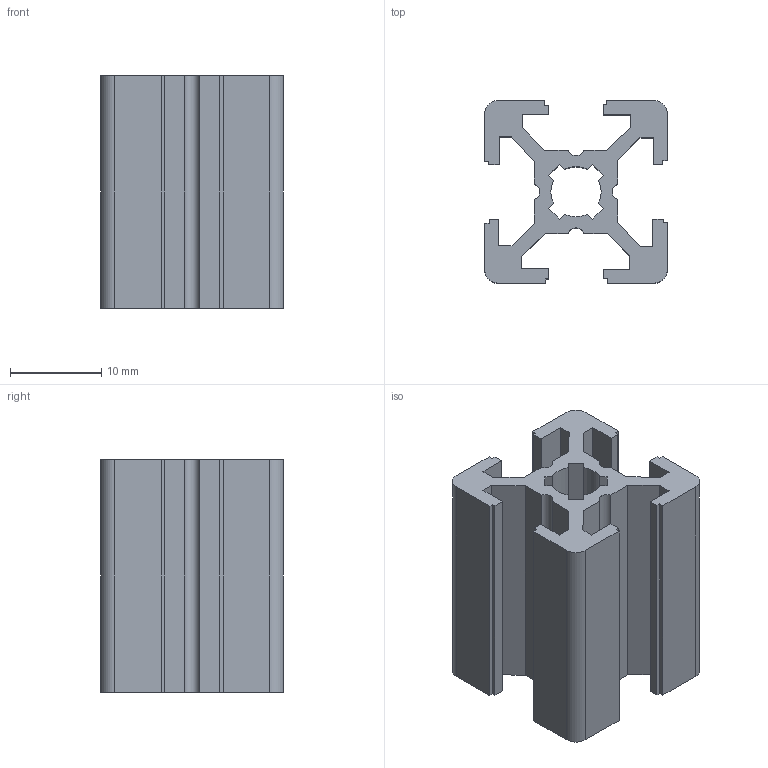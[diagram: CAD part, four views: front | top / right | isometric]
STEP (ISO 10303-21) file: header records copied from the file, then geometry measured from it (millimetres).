
FILE_DESCRIPTION((''),'2;1');
FILE_NAME('bosch2020.stp','2002-01-17T16:27:18',('Administrator'),(''),'Autodesk Inventor (tm) 3.0','Autodesk Inventor (tm) 3.0','');
FILE_SCHEMA(('CONFIG_CONTROL_DESIGN'));
Length unit declared in the file: millimetre
Products named in the file (1): bosch2020
Bounding box: 20 x 20 x 25.4 mm (x, y, z)
Volume: 4250.5 mm3; surface area: 4958.4 mm2
Topology: 1 solids, 1 shells, 90 faces, 264 edges, 176 vertices
Faces by surface type: plane 78, cylinder 12
Entity records: 3051 total; most frequent: CARTESIAN_POINT 531, ORIENTED_EDGE 528, DIRECTION 470, EDGE_CURVE 264, VECTOR 240, LINE 240, VERTEX_POINT 176, AXIS2_PLACEMENT_3D 115
